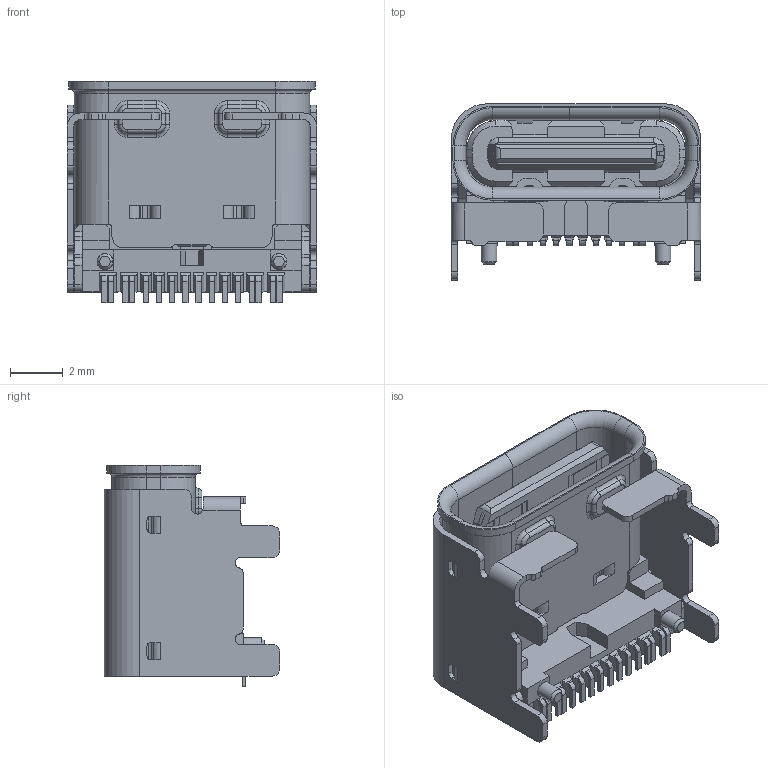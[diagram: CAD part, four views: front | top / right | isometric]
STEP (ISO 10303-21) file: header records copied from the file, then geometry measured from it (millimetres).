
FILE_DESCRIPTION (( 'STEP AP214' ), '1' );
FILE_NAME ('USB4800-03-A.STEP', '2022-12-10T02:34:19', ( '' ), ( '' ), 'SwSTEP 2.0', 'SolidWorks 2022', '' );
FILE_SCHEMA (( 'AUTOMOTIVE_DESIGN' ));
Length unit declared in the file: millimetre
Products named in the file (20): USB4800-03-A_PART18; USB4800-03-A_PART7; USB4800-03-A_PART15; USB4800-03-A_PART12; USB4800-03-A_PART9; USB4800-03-A_PART1; USB4800-03-A_PART3; USB4800-03-A_PART5; USB4800-03-A_PART19; USB4800-03-A_PART8; USB4800-03-A_PART2; USB4800-03-A_PART17; USB4800-03-A_PART16; USB4800-03-A; USB4800-03-A_PART11; USB4800-03-A_PART13; USB4800-03-A_PART6; USB4800-03-A_PART4; USB4800-03-A_PART14; USB4800-03-A_PART10
Assembly tree (19 placements, depth 2):
  USB4800-03-A
    USB4800-03-A_PART19
    USB4800-03-A_PART18
    USB4800-03-A_PART17
    USB4800-03-A_PART16
    USB4800-03-A_PART15
    USB4800-03-A_PART14
    USB4800-03-A_PART13
    USB4800-03-A_PART12
    USB4800-03-A_PART11
    USB4800-03-A_PART10
    USB4800-03-A_PART9
    USB4800-03-A_PART8
    USB4800-03-A_PART7
    USB4800-03-A_PART6
    USB4800-03-A_PART5
    USB4800-03-A_PART4
    USB4800-03-A_PART3
    USB4800-03-A_PART2
    USB4800-03-A_PART1
Bounding box: 9.47 x 6.68 x 8.4 mm (x, y, z)
Volume: 81.3 mm3; surface area: 891.4 mm2
Topology: 18 solids, 21 shells, 1507 faces, 4034 edges, 2599 vertices
Faces by surface type: plane 1005, cylinder 404, torus 48, cone 26, bspline 24
Entity records: 59256 total; most frequent: CARTESIAN_POINT 12592, ORIENTED_EDGE 8064, DIRECTION 7122, EDGE_CURVE 4034, VECTOR 2784, LINE 2784, VERTEX_POINT 2599, AXIS2_PLACEMENT_3D 2169
